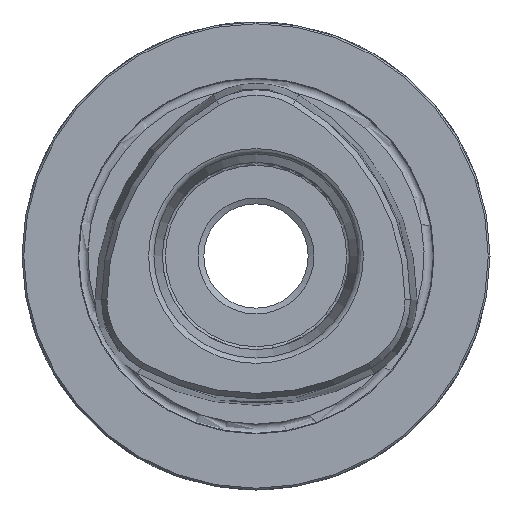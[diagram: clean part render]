
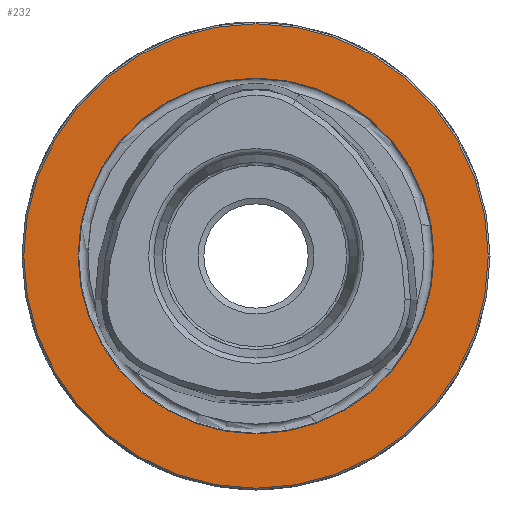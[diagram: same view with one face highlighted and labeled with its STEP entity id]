
A CAD part, left-side view. The second image highlights one B-rep face of the part: STEP entity #232.
In plain terms, the highlighted planar face has unit normal (-1, 0, 0).
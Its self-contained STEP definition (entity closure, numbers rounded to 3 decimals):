
#232 = ADVANCED_FACE( '', ( #529, #530 ), #531, .T. );
#529 = FACE_OUTER_BOUND( '', #900, .T. );
#530 = FACE_BOUND( '', #901, .T. );
#531 = PLANE( '', #902 );
#900 = EDGE_LOOP( '', ( #1479 ) );
#901 = EDGE_LOOP( '', ( #1480 ) );
#902 = AXIS2_PLACEMENT_3D( '', #1481, #1482, #1483 );
#1479 = ORIENTED_EDGE( '', *, *, #2097, .T. );
#1480 = ORIENTED_EDGE( '', *, *, #2046, .F. );
#1481 = CARTESIAN_POINT( '', ( 0., 0., 30.25 ) );
#1482 = DIRECTION( '', ( -1., 0., 0. ) );
#1483 = DIRECTION( '', ( 0., 0., 1. ) );
#2046 = EDGE_CURVE( '', #2439, #2439, #2440, .T. );
#2097 = EDGE_CURVE( '', #2513, #2513, #2514, .T. );
#2439 = VERTEX_POINT( '', #3334 );
#2440 = CIRCLE( '', #3335, 30.414 );
#2513 = VERTEX_POINT( '', #3625 );
#2514 = CIRCLE( '', #3626, 39.7 );
#3334 = CARTESIAN_POINT( '', ( 0., 0., 30.414 ) );
#3335 = AXIS2_PLACEMENT_3D( '', #4306, #4307, #4308 );
#3625 = CARTESIAN_POINT( '', ( 0., 0., 39.7 ) );
#3626 = AXIS2_PLACEMENT_3D( '', #4356, #4357, #4358 );
#4306 = CARTESIAN_POINT( '', ( 0., 0., 0. ) );
#4307 = DIRECTION( '', ( -1., 0., 0. ) );
#4308 = DIRECTION( '', ( 0., 0., 1. ) );
#4356 = CARTESIAN_POINT( '', ( 0., 0., 0. ) );
#4357 = DIRECTION( '', ( -1., 0., 0. ) );
#4358 = DIRECTION( '', ( 0., 0., 1. ) );
